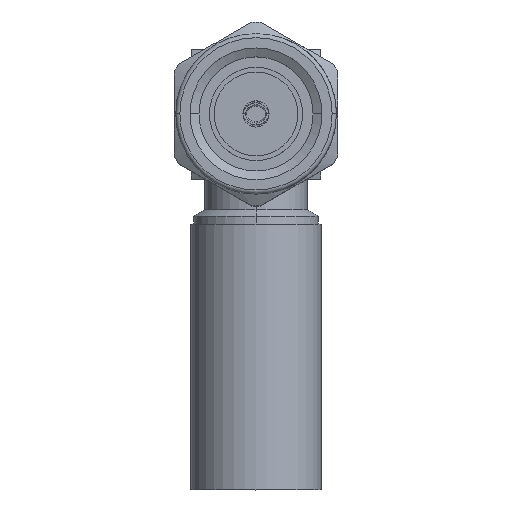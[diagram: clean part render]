
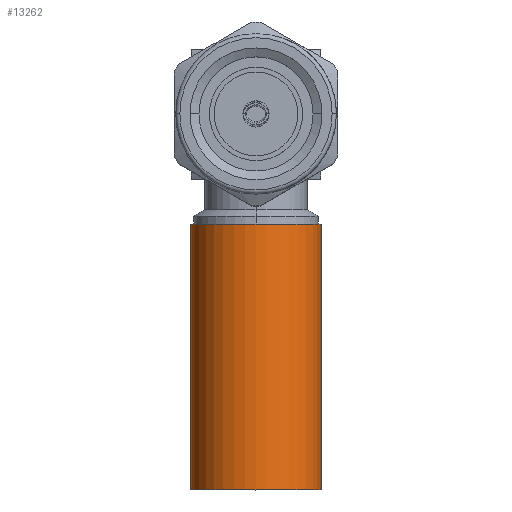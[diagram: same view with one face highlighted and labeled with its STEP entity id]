
A CAD part, top view. The second image highlights one B-rep face of the part: STEP entity #13262.
In plain terms, the highlighted cylindrical face has radius 3.2 mm (diameter 6.4 mm), a partial arc.
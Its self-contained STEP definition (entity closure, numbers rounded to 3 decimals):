
#206 = AXIS2_PLACEMENT_3D ( 'NONE', #17965, #9439, #899 ) ;
#899 = DIRECTION ( 'NONE',  ( 1., 0., 0. ) ) ;
#1088 = LINE ( 'NONE', #9628, #8194 ) ;
#1123 = DIRECTION ( 'NONE',  ( 1., 0., 0. ) ) ;
#1344 = FACE_OUTER_BOUND ( 'NONE', #5597, .T. ) ;
#1892 = EDGE_CURVE ( 'NONE', #4294, #2060, #1088, .T. ) ;
#2060 = VERTEX_POINT ( 'NONE', #9902 ) ;
#2152 = AXIS2_PLACEMENT_3D ( 'NONE', #6291, #16257, #7717 ) ;
#2546 = LINE ( 'NONE', #11046, #5886 ) ;
#3957 = CARTESIAN_POINT ( 'NONE',  ( 0., -19.251, -10.3 ) ) ;
#4127 = ORIENTED_EDGE ( 'NONE', *, *, #12293, .F. ) ;
#4150 = CARTESIAN_POINT ( 'NONE',  ( -3.2, -18.375, -10.3 ) ) ;
#4294 = VERTEX_POINT ( 'NONE', #14168 ) ;
#4529 = EDGE_CURVE ( 'NONE', #4294, #7678, #9362, .T. ) ;
#4894 = CARTESIAN_POINT ( 'NONE',  ( -3.2, -5.375, -10.3 ) ) ;
#5334 = DIRECTION ( 'NONE',  ( 0., -1., 0. ) ) ;
#5597 = EDGE_LOOP ( 'NONE', ( #18192, #17841, #4127, #10999 ) ) ;
#5886 = VECTOR ( 'NONE', #17962, 1000. ) ;
#6068 = CIRCLE ( 'NONE', #206, 3.2 ) ;
#6291 = CARTESIAN_POINT ( 'NONE',  ( 0., -5.375, -10.3 ) ) ;
#7678 = VERTEX_POINT ( 'NONE', #4894 ) ;
#7717 = DIRECTION ( 'NONE',  ( 1., 0., 0. ) ) ;
#8194 = VECTOR ( 'NONE', #16795, 1000. ) ;
#9065 = EDGE_CURVE ( 'NONE', #7678, #11888, #2546, .T. ) ;
#9362 = CIRCLE ( 'NONE', #2152, 3.2 ) ;
#9439 = DIRECTION ( 'NONE',  ( 0., -1., 0. ) ) ;
#9628 = CARTESIAN_POINT ( 'NONE',  ( 3.2, -19.251, -10.3 ) ) ;
#9902 = CARTESIAN_POINT ( 'NONE',  ( 3.2, -18.375, -10.3 ) ) ;
#10999 = ORIENTED_EDGE ( 'NONE', *, *, #1892, .F. ) ;
#11046 = CARTESIAN_POINT ( 'NONE',  ( -3.2, -19.251, -10.3 ) ) ;
#11888 = VERTEX_POINT ( 'NONE', #4150 ) ;
#12293 = EDGE_CURVE ( 'NONE', #2060, #11888, #6068, .T. ) ;
#13262 = ADVANCED_FACE ( 'NONE', ( #1344 ), #14723, .T. ) ;
#13750 = AXIS2_PLACEMENT_3D ( 'NONE', #3957, #5334, #1123 ) ;
#14168 = CARTESIAN_POINT ( 'NONE',  ( 3.2, -5.375, -10.3 ) ) ;
#14723 = CYLINDRICAL_SURFACE ( 'NONE', #13750, 3.2 ) ;
#16257 = DIRECTION ( 'NONE',  ( 0., -1., 0. ) ) ;
#16795 = DIRECTION ( 'NONE',  ( 0., -1., 0. ) ) ;
#17841 = ORIENTED_EDGE ( 'NONE', *, *, #9065, .T. ) ;
#17962 = DIRECTION ( 'NONE',  ( 0., -1., 0. ) ) ;
#17965 = CARTESIAN_POINT ( 'NONE',  ( 0., -18.375, -10.3 ) ) ;
#18192 = ORIENTED_EDGE ( 'NONE', *, *, #4529, .T. ) ;
